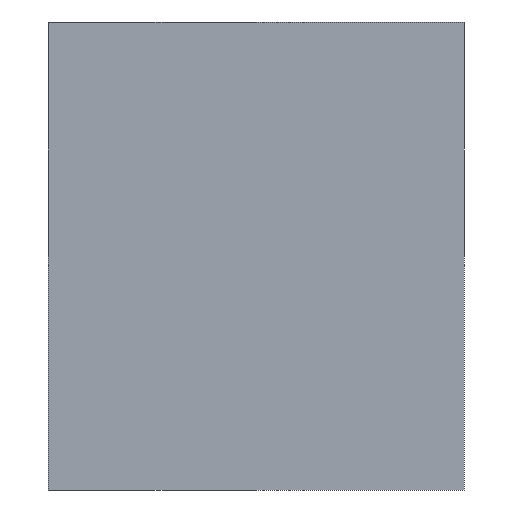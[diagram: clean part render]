
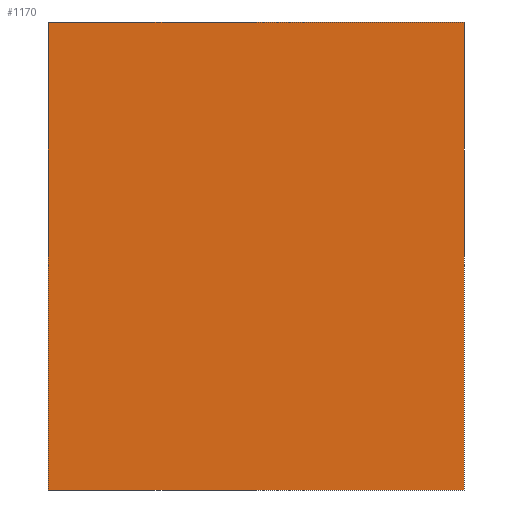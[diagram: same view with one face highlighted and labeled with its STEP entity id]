
A CAD part, left-side view. The second image highlights one B-rep face of the part: STEP entity #1170.
In plain terms, the highlighted planar face has unit normal (-1, 0, 0).
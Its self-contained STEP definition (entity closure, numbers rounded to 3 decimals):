
#18 = ORIENTED_EDGE ( 'NONE', *, *, #888, .F. ) ;
#23 = EDGE_CURVE ( 'NONE', #283, #213, #1720, .T. ) ;
#69 = ORIENTED_EDGE ( 'NONE', *, *, #1487, .T. ) ;
#211 = VERTEX_POINT ( 'NONE', #1055 ) ;
#213 = VERTEX_POINT ( 'NONE', #1064 ) ;
#283 = VERTEX_POINT ( 'NONE', #1347 ) ;
#342 = ORIENTED_EDGE ( 'NONE', *, *, #938, .T. ) ;
#399 = LINE ( 'NONE', #400, #401 ) ;
#400 = CARTESIAN_POINT ( 'NONE',  ( -36.5, -14., 15.75 ) ) ;
#401 = VECTOR ( 'NONE', #402, 1000. ) ;
#402 = DIRECTION ( 'NONE',  ( 0., 0., -1. ) ) ;
#438 = LINE ( 'NONE', #439, #440 ) ;
#439 = CARTESIAN_POINT ( 'NONE',  ( -36.5, 14., 15.75 ) ) ;
#440 = VECTOR ( 'NONE', #441, 1000. ) ;
#441 = DIRECTION ( 'NONE',  ( 0., 0., -1. ) ) ;
#626 = FACE_OUTER_BOUND ( 'NONE', #1265, .T. ) ;
#627 = PLANE ( 'NONE',  #628 ) ;
#628 = AXIS2_PLACEMENT_3D ( 'NONE', #629, #630, #631 ) ;
#629 = CARTESIAN_POINT ( 'NONE',  ( -36.5, 14., 15.75 ) ) ;
#630 = DIRECTION ( 'NONE',  ( 1., 0., 0. ) ) ;
#631 = DIRECTION ( 'NONE',  ( 0., 0., -1. ) ) ;
#837 = LINE ( 'NONE', #838, #839 ) ;
#838 = CARTESIAN_POINT ( 'NONE',  ( -36.5, 14., -15.75 ) ) ;
#839 = VECTOR ( 'NONE', #840, 1000. ) ;
#840 = DIRECTION ( 'NONE',  ( 0., -1., 0. ) ) ;
#888 = EDGE_CURVE ( 'NONE', #213, #1565, #399, .T. ) ;
#938 = EDGE_CURVE ( 'NONE', #283, #211, #438, .T. ) ;
#1055 = CARTESIAN_POINT ( 'NONE',  ( -36.5, 14., -15.75 ) ) ;
#1064 = CARTESIAN_POINT ( 'NONE',  ( -36.5, -14., 15.75 ) ) ;
#1111 = CARTESIAN_POINT ( 'NONE',  ( -36.5, -14., -15.75 ) ) ;
#1170 = ADVANCED_FACE ( 'NONE', ( #626 ), #627, .F. ) ;
#1265 = EDGE_LOOP ( 'NONE', ( #69, #18, #1593, #342 ) ) ;
#1347 = CARTESIAN_POINT ( 'NONE',  ( -36.5, 14., 15.75 ) ) ;
#1487 = EDGE_CURVE ( 'NONE', #211, #1565, #837, .T. ) ;
#1565 = VERTEX_POINT ( 'NONE', #1111 ) ;
#1593 = ORIENTED_EDGE ( 'NONE', *, *, #23, .F. ) ;
#1720 = LINE ( 'NONE', #1721, #1723 ) ;
#1721 = CARTESIAN_POINT ( 'NONE',  ( -36.5, 14., 15.75 ) ) ;
#1723 = VECTOR ( 'NONE', #1724, 1000. ) ;
#1724 = DIRECTION ( 'NONE',  ( 0., -1., 0. ) ) ;
